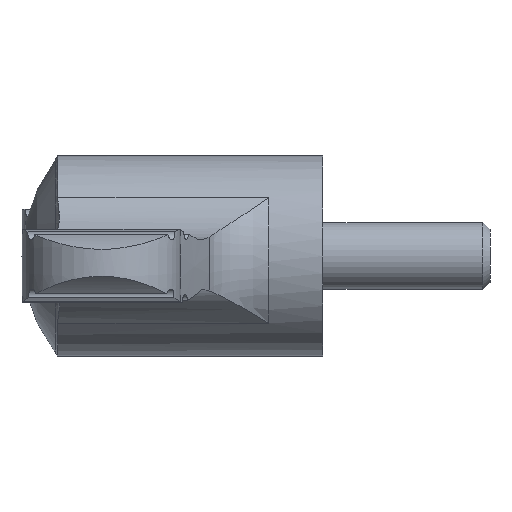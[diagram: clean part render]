
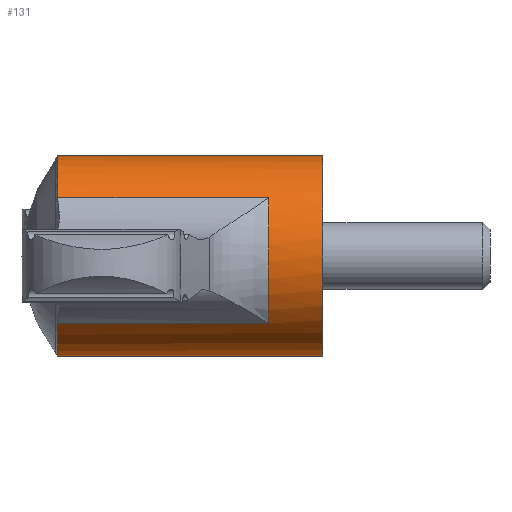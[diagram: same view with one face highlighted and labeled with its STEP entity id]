
A CAD part, left-side view. The second image highlights one B-rep face of the part: STEP entity #131.
In plain terms, the highlighted cylindrical face has radius 6 mm (diameter 12 mm), a full revolution.
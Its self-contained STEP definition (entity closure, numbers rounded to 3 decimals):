
#131 = ADVANCED_FACE( '', ( #281, #282 ), #283, .T. );
#281 = FACE_OUTER_BOUND( '', #447, .T. );
#282 = FACE_OUTER_BOUND( '', #448, .T. );
#283 = CYLINDRICAL_SURFACE( '', #449, 6. );
#447 = EDGE_LOOP( '', ( #774 ) );
#448 = EDGE_LOOP( '', ( #775, #776, #777, #778, #779, #780, #781, #782 ) );
#449 = AXIS2_PLACEMENT_3D( '', #783, #784, #785 );
#774 = ORIENTED_EDGE( '', *, *, #1137, .F. );
#775 = ORIENTED_EDGE( '', *, *, #1138, .T. );
#776 = ORIENTED_EDGE( '', *, *, #1139, .F. );
#777 = ORIENTED_EDGE( '', *, *, #1140, .F. );
#778 = ORIENTED_EDGE( '', *, *, #1141, .T. );
#779 = ORIENTED_EDGE( '', *, *, #1034, .T. );
#780 = ORIENTED_EDGE( '', *, *, #1057, .F. );
#781 = ORIENTED_EDGE( '', *, *, #1142, .F. );
#782 = ORIENTED_EDGE( '', *, *, #1090, .T. );
#783 = CARTESIAN_POINT( '', ( 0., 0., 0. ) );
#784 = DIRECTION( '', ( 0., 1., 0. ) );
#785 = DIRECTION( '', ( 0., 0., -1. ) );
#1034 = EDGE_CURVE( '', #1253, #1250, #1254, .T. );
#1057 = EDGE_CURVE( '', #1290, #1250, #1292, .T. );
#1090 = EDGE_CURVE( '', #1335, #1340, #1342, .T. );
#1137 = EDGE_CURVE( '', #1411, #1411, #1412, .T. );
#1138 = EDGE_CURVE( '', #1340, #1413, #1414, .T. );
#1139 = EDGE_CURVE( '', #1415, #1413, #1416, .T. );
#1140 = EDGE_CURVE( '', #1417, #1415, #1418, .T. );
#1141 = EDGE_CURVE( '', #1417, #1253, #1419, .T. );
#1142 = EDGE_CURVE( '', #1335, #1290, #1420, .T. );
#1250 = VERTEX_POINT( '', #1713 );
#1253 = VERTEX_POINT( '', #1729 );
#1254 = CIRCLE( '', #1730, 6. );
#1290 = VERTEX_POINT( '', #1837 );
#1292 = LINE( '', #1844, #1845 );
#1335 = VERTEX_POINT( '', #1962 );
#1340 = VERTEX_POINT( '', #1984 );
#1342 = LINE( '', #1999, #2000 );
#1411 = VERTEX_POINT( '', #2173 );
#1412 = CIRCLE( '', #2174, 6. );
#1413 = VERTEX_POINT( '', #2175 );
#1414 = CIRCLE( '', #2176, 6. );
#1415 = VERTEX_POINT( '', #2177 );
#1416 = LINE( '', #2178, #2179 );
#1417 = VERTEX_POINT( '', #2180 );
#1418 = CIRCLE( '', #2181, 6. );
#1419 = LINE( '', #2182, #2183 );
#1420 = CIRCLE( '', #2184, 6. );
#1713 = CARTESIAN_POINT( '', ( -4.446, 3.239, -4.03 ) );
#1729 = CARTESIAN_POINT( '', ( -4.881, 3.239, 3.49 ) );
#1730 = AXIS2_PLACEMENT_3D( '', #2346, #2347, #2348 );
#1837 = CARTESIAN_POINT( '', ( -4.446, 15.862, -4.03 ) );
#1844 = CARTESIAN_POINT( '', ( -4.446, 44.5, -4.03 ) );
#1845 = VECTOR( '', #2360, 1000. );
#1962 = CARTESIAN_POINT( '', ( 4.881, 15.862, -3.49 ) );
#1984 = CARTESIAN_POINT( '', ( 4.881, 3.239, -3.49 ) );
#1999 = CARTESIAN_POINT( '', ( 4.881, 44.5, -3.49 ) );
#2000 = VECTOR( '', #2371, 1000. );
#2173 = CARTESIAN_POINT( '', ( 0., 0., -6. ) );
#2174 = AXIS2_PLACEMENT_3D( '', #2402, #2403, #2404 );
#2175 = CARTESIAN_POINT( '', ( 4.446, 3.239, 4.03 ) );
#2176 = AXIS2_PLACEMENT_3D( '', #2405, #2406, #2407 );
#2177 = CARTESIAN_POINT( '', ( 4.446, 15.862, 4.03 ) );
#2178 = CARTESIAN_POINT( '', ( 4.446, 44.5, 4.03 ) );
#2179 = VECTOR( '', #2408, 1000. );
#2180 = CARTESIAN_POINT( '', ( -4.881, 15.862, 3.49 ) );
#2181 = AXIS2_PLACEMENT_3D( '', #2409, #2410, #2411 );
#2182 = CARTESIAN_POINT( '', ( -4.881, 44.5, 3.49 ) );
#2183 = VECTOR( '', #2412, 1000. );
#2184 = AXIS2_PLACEMENT_3D( '', #2413, #2414, #2415 );
#2346 = CARTESIAN_POINT( '', ( 0., 3.239, 0. ) );
#2347 = DIRECTION( '', ( 0., -1., 0. ) );
#2348 = DIRECTION( '', ( 0., 0., -1. ) );
#2360 = DIRECTION( '', ( 0., -1., 0. ) );
#2371 = DIRECTION( '', ( 0., -1., 0. ) );
#2402 = CARTESIAN_POINT( '', ( 0., 0., 0. ) );
#2403 = DIRECTION( '', ( 0., -1., 0. ) );
#2404 = DIRECTION( '', ( 0., 0., -1. ) );
#2405 = CARTESIAN_POINT( '', ( 0., 3.239, 0. ) );
#2406 = DIRECTION( '', ( 0., -1., 0. ) );
#2407 = DIRECTION( '', ( 0., 0., -1. ) );
#2408 = DIRECTION( '', ( 0., -1., 0. ) );
#2409 = CARTESIAN_POINT( '', ( 0., 15.862, 0. ) );
#2410 = DIRECTION( '', ( 0., 1., 0. ) );
#2411 = DIRECTION( '', ( 0., 0., 1. ) );
#2412 = DIRECTION( '', ( 0., -1., 0. ) );
#2413 = CARTESIAN_POINT( '', ( 0., 15.862, 0. ) );
#2414 = DIRECTION( '', ( 0., 1., 0. ) );
#2415 = DIRECTION( '', ( 0., 0., 1. ) );
